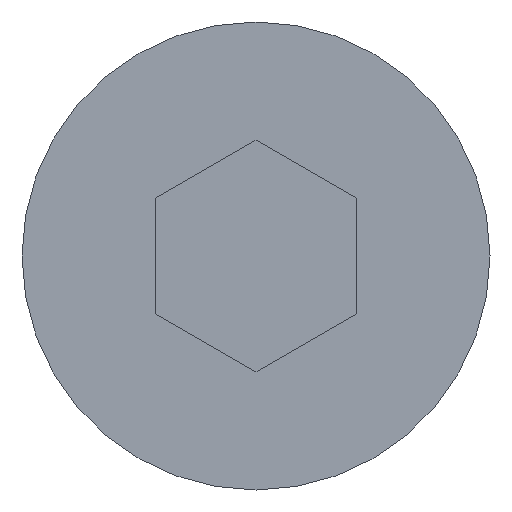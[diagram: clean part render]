
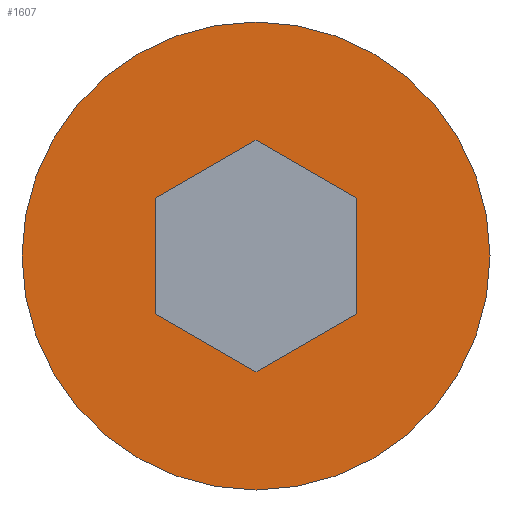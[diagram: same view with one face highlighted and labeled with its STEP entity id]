
A CAD part, front view. The second image highlights one B-rep face of the part: STEP entity #1607.
In plain terms, the highlighted planar face has unit normal (0, -1, 0).
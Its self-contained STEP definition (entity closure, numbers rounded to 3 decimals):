
#11 = VERTEX_POINT ( 'NONE', #17 ) ;
#17 = CARTESIAN_POINT ( 'NONE',  ( 0., 0., -3.5 ) ) ;
#63 = EDGE_CURVE ( 'NONE', #1860, #226, #1713, .T. ) ;
#67 = VECTOR ( 'NONE', #1577, 1000. ) ;
#78 = EDGE_CURVE ( 'NONE', #1102, #1860, #699, .T. ) ;
#80 = EDGE_LOOP ( 'NONE', ( #1358, #1789 ) ) ;
#89 = DIRECTION ( 'NONE',  ( 0., 0., 1. ) ) ;
#105 = VERTEX_POINT ( 'NONE', #370 ) ;
#137 = EDGE_CURVE ( 'NONE', #11, #456, #610, .T. ) ;
#144 = CARTESIAN_POINT ( 'NONE',  ( -1.5, 0., 0.866 ) ) ;
#156 = PLANE ( 'NONE',  #245 ) ;
#226 = VERTEX_POINT ( 'NONE', #1964 ) ;
#245 = AXIS2_PLACEMENT_3D ( 'NONE', #667, #1164, #306 ) ;
#306 = DIRECTION ( 'NONE',  ( 0., 0., 1. ) ) ;
#344 = CARTESIAN_POINT ( 'NONE',  ( 0., 0., -1.732 ) ) ;
#361 = CARTESIAN_POINT ( 'NONE',  ( 0., 0., -1.732 ) ) ;
#370 = CARTESIAN_POINT ( 'NONE',  ( 0., 0., 1.732 ) ) ;
#456 = VERTEX_POINT ( 'NONE', #1166 ) ;
#526 = ORIENTED_EDGE ( 'NONE', *, *, #1661, .F. ) ;
#533 = CARTESIAN_POINT ( 'NONE',  ( 0., 0., 0. ) ) ;
#573 = CIRCLE ( 'NONE', #716, 3.5 ) ;
#575 = VECTOR ( 'NONE', #1545, 1000. ) ;
#610 = CIRCLE ( 'NONE', #1861, 3.5 ) ;
#667 = CARTESIAN_POINT ( 'NONE',  ( 0., 0., 0. ) ) ;
#684 = LINE ( 'NONE', #1698, #575 ) ;
#699 = LINE ( 'NONE', #1744, #1319 ) ;
#716 = AXIS2_PLACEMENT_3D ( 'NONE', #1641, #1178, #990 ) ;
#719 = DIRECTION ( 'NONE',  ( 0., 0., 1. ) ) ;
#815 = DIRECTION ( 'NONE',  ( -0.866, 0., 0.5 ) ) ;
#818 = DIRECTION ( 'NONE',  ( 0., 0., -1. ) ) ;
#910 = EDGE_LOOP ( 'NONE', ( #998, #1256, #1326, #1806, #526, #1432 ) ) ;
#962 = FACE_BOUND ( 'NONE', #910, .T. ) ;
#980 = LINE ( 'NONE', #1157, #1184 ) ;
#990 = DIRECTION ( 'NONE',  ( 0., 0., 1. ) ) ;
#998 = ORIENTED_EDGE ( 'NONE', *, *, #63, .F. ) ;
#1000 = CARTESIAN_POINT ( 'NONE',  ( -1.5, 0., 0.866 ) ) ;
#1102 = VERTEX_POINT ( 'NONE', #1460 ) ;
#1157 = CARTESIAN_POINT ( 'NONE',  ( 1.5, 0., -0.866 ) ) ;
#1164 = DIRECTION ( 'NONE',  ( 0., 1., 0. ) ) ;
#1166 = CARTESIAN_POINT ( 'NONE',  ( 0., 0., 3.5 ) ) ;
#1178 = DIRECTION ( 'NONE',  ( 0., 1., 0. ) ) ;
#1184 = VECTOR ( 'NONE', #89, 1000. ) ;
#1189 = LINE ( 'NONE', #1829, #1859 ) ;
#1214 = CARTESIAN_POINT ( 'NONE',  ( 1.5, 0., 0.866 ) ) ;
#1217 = DIRECTION ( 'NONE',  ( 0., 1., 0. ) ) ;
#1256 = ORIENTED_EDGE ( 'NONE', *, *, #78, .F. ) ;
#1265 = EDGE_CURVE ( 'NONE', #456, #11, #573, .T. ) ;
#1294 = EDGE_CURVE ( 'NONE', #1645, #1102, #1696, .T. ) ;
#1305 = FACE_OUTER_BOUND ( 'NONE', #80, .T. ) ;
#1319 = VECTOR ( 'NONE', #2066, 1000. ) ;
#1326 = ORIENTED_EDGE ( 'NONE', *, *, #1294, .F. ) ;
#1358 = ORIENTED_EDGE ( 'NONE', *, *, #137, .F. ) ;
#1432 = ORIENTED_EDGE ( 'NONE', *, *, #1731, .F. ) ;
#1460 = CARTESIAN_POINT ( 'NONE',  ( -1.5, 0., -0.866 ) ) ;
#1545 = DIRECTION ( 'NONE',  ( -0.866, 0., -0.5 ) ) ;
#1577 = DIRECTION ( 'NONE',  ( 0.866, 0., 0.5 ) ) ;
#1607 = ADVANCED_FACE ( 'NONE', ( #962, #1305 ), #156, .F. ) ;
#1641 = CARTESIAN_POINT ( 'NONE',  ( 0., 0., 0. ) ) ;
#1645 = VERTEX_POINT ( 'NONE', #144 ) ;
#1661 = EDGE_CURVE ( 'NONE', #2013, #105, #1189, .T. ) ;
#1696 = LINE ( 'NONE', #1000, #1822 ) ;
#1698 = CARTESIAN_POINT ( 'NONE',  ( 0., 0., 1.732 ) ) ;
#1713 = LINE ( 'NONE', #361, #67 ) ;
#1731 = EDGE_CURVE ( 'NONE', #226, #2013, #980, .T. ) ;
#1744 = CARTESIAN_POINT ( 'NONE',  ( -1.5, 0., -0.866 ) ) ;
#1789 = ORIENTED_EDGE ( 'NONE', *, *, #1265, .F. ) ;
#1806 = ORIENTED_EDGE ( 'NONE', *, *, #1887, .F. ) ;
#1822 = VECTOR ( 'NONE', #818, 1000. ) ;
#1829 = CARTESIAN_POINT ( 'NONE',  ( 1.5, 0., 0.866 ) ) ;
#1859 = VECTOR ( 'NONE', #815, 1000. ) ;
#1860 = VERTEX_POINT ( 'NONE', #344 ) ;
#1861 = AXIS2_PLACEMENT_3D ( 'NONE', #533, #1217, #719 ) ;
#1887 = EDGE_CURVE ( 'NONE', #105, #1645, #684, .T. ) ;
#1964 = CARTESIAN_POINT ( 'NONE',  ( 1.5, 0., -0.866 ) ) ;
#2013 = VERTEX_POINT ( 'NONE', #1214 ) ;
#2066 = DIRECTION ( 'NONE',  ( 0.866, 0., -0.5 ) ) ;
